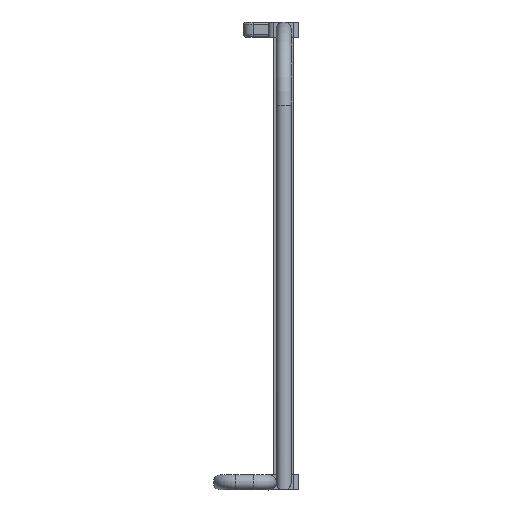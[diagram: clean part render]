
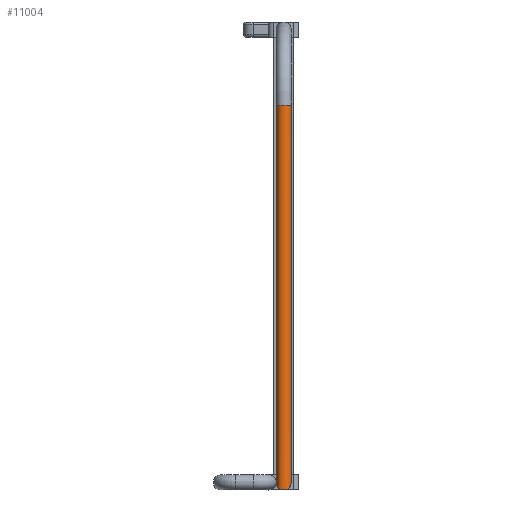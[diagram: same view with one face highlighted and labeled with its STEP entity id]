
A CAD part, left-side view. The second image highlights one B-rep face of the part: STEP entity #11004.
In plain terms, the highlighted cylindrical face has radius 15 mm (diameter 30 mm), a full revolution.
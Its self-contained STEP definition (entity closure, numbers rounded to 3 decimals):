
#941=FACE_OUTER_BOUND('',#1599,.T.);
#1599=EDGE_LOOP('',(#9118,#9119,#9120,#9121,#9122,#9123,#9124));
#2259=CIRCLE('',#12044,15.);
#2260=CIRCLE('',#12045,15.);
#2344=ELLIPSE('',#11297,21.213,15.);
#2345=ELLIPSE('',#11298,21.213,15.);
#2354=ELLIPSE('',#12043,21.213,15.);
#3055=LINE('',#18718,#4157);
#4157=VECTOR('',#14591,15.);
#4562=VERTEX_POINT('',#15702);
#4564=VERTEX_POINT('',#15705);
#4565=VERTEX_POINT('',#15707);
#5285=VERTEX_POINT('',#18717);
#5286=VERTEX_POINT('',#18719);
#5553=EDGE_CURVE('',#4564,#4562,#2344,.T.);
#5554=EDGE_CURVE('',#4565,#4564,#2345,.T.);
#6684=EDGE_CURVE('',#4562,#4565,#2354,.T.);
#6685=EDGE_CURVE('',#4565,#5285,#3055,.T.);
#6686=EDGE_CURVE('',#5286,#5285,#2259,.T.);
#6687=EDGE_CURVE('',#5285,#5286,#2260,.T.);
#9118=ORIENTED_EDGE('',*,*,#6684,.T.);
#9119=ORIENTED_EDGE('',*,*,#6685,.T.);
#9120=ORIENTED_EDGE('',*,*,#6686,.F.);
#9121=ORIENTED_EDGE('',*,*,#6687,.F.);
#9122=ORIENTED_EDGE('',*,*,#6685,.F.);
#9123=ORIENTED_EDGE('',*,*,#5554,.T.);
#9124=ORIENTED_EDGE('',*,*,#5553,.T.);
#10570=CYLINDRICAL_SURFACE('',#12042,15.);
#11004=ADVANCED_FACE('',(#941),#10570,.T.);
#11297=AXIS2_PLACEMENT_3D('',#15706,#12401,#12402);
#11298=AXIS2_PLACEMENT_3D('',#15708,#12403,#12404);
#12042=AXIS2_PLACEMENT_3D('',#18715,#14587,#14588);
#12043=AXIS2_PLACEMENT_3D('',#18716,#14589,#14590);
#12044=AXIS2_PLACEMENT_3D('',#18720,#14592,#14593);
#12045=AXIS2_PLACEMENT_3D('',#18721,#14594,#14595);
#12401=DIRECTION('center_axis',(-0.707,0.,0.707));
#12402=DIRECTION('ref_axis',(0.707,0.,0.707));
#12403=DIRECTION('center_axis',(-0.707,0.,0.707));
#12404=DIRECTION('ref_axis',(0.707,0.,0.707));
#14587=DIRECTION('center_axis',(0.,0.,-1.));
#14588=DIRECTION('ref_axis',(1.,0.,0.));
#14589=DIRECTION('center_axis',(-0.707,0.,0.707));
#14590=DIRECTION('ref_axis',(0.707,0.,0.707));
#14591=DIRECTION('',(0.,0.,1.));
#14592=DIRECTION('center_axis',(0.,0.,1.));
#14593=DIRECTION('ref_axis',(1.,0.,0.));
#14594=DIRECTION('center_axis',(0.,0.,1.));
#14595=DIRECTION('ref_axis',(1.,0.,0.));
#15702=CARTESIAN_POINT('',(0.,15.,0.));
#15705=CARTESIAN_POINT('',(0.,-15.,0.));
#15706=CARTESIAN_POINT('Origin',(0.,0.,0.));
#15707=CARTESIAN_POINT('',(-15.,0.,-15.));
#15708=CARTESIAN_POINT('Origin',(0.,0.,0.));
#18715=CARTESIAN_POINT('Origin',(0.,0.,750.));
#18716=CARTESIAN_POINT('Origin',(0.,0.,0.));
#18717=CARTESIAN_POINT('',(-15.,0.,750.));
#18718=CARTESIAN_POINT('',(-15.,0.,750.));
#18719=CARTESIAN_POINT('',(15.,0.,750.));
#18720=CARTESIAN_POINT('Origin',(0.,0.,750.));
#18721=CARTESIAN_POINT('Origin',(0.,0.,750.));
